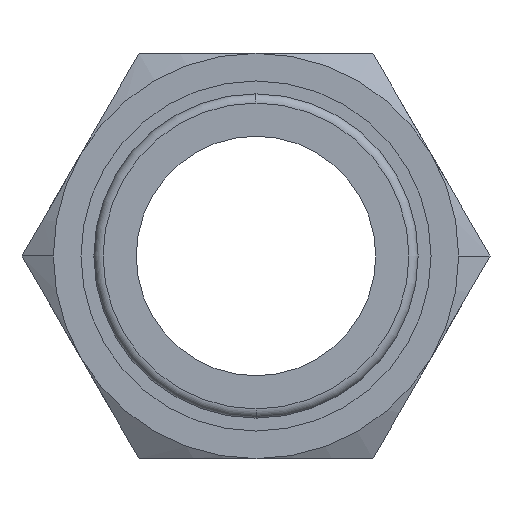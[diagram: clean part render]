
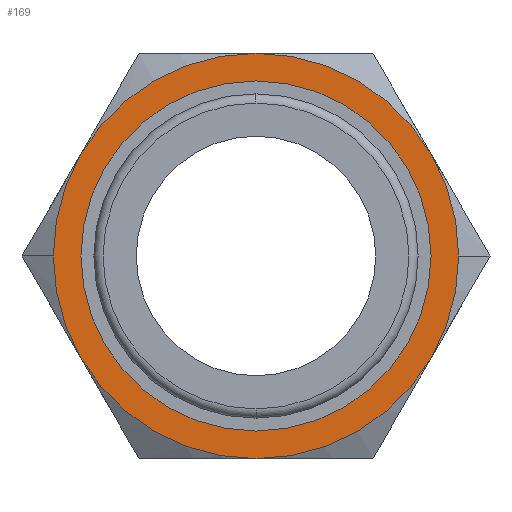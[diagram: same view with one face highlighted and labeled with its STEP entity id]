
A CAD part, front view. The second image highlights one B-rep face of the part: STEP entity #169.
In plain terms, the highlighted planar face has unit normal (0, -1, 0).
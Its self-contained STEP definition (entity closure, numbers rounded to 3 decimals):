
#169=ADVANCED_FACE('',(#336,#337),#338,.T.);
#336=FACE_OUTER_BOUND('',#495,.T.);
#337=FACE_BOUND('',#496,.T.);
#338=PLANE('',#497);
#495=EDGE_LOOP('',(#892,#893,#894,#895,#896,#897,#898,#899));
#496=EDGE_LOOP('',(#900,#901));
#497=AXIS2_PLACEMENT_3D('',#902,#903,#904);
#892=ORIENTED_EDGE('',*,*,#931,.T.);
#893=ORIENTED_EDGE('',*,*,#958,.T.);
#894=ORIENTED_EDGE('',*,*,#913,.T.);
#895=ORIENTED_EDGE('',*,*,#1045,.T.);
#896=ORIENTED_EDGE('',*,*,#1054,.T.);
#897=ORIENTED_EDGE('',*,*,#1043,.T.);
#898=ORIENTED_EDGE('',*,*,#1047,.T.);
#899=ORIENTED_EDGE('',*,*,#1040,.T.);
#900=ORIENTED_EDGE('',*,*,#1057,.F.);
#901=ORIENTED_EDGE('',*,*,#961,.F.);
#902=CARTESIAN_POINT('',(-5.5,27.0,0.0));
#903=DIRECTION('',(0.,-1.0,0.0));
#904=DIRECTION('',(-1.0,0.,0.0));
#913=EDGE_CURVE('',#1069,#1072,#1074,.T.);
#931=EDGE_CURVE('',#1102,#1100,#1103,.T.);
#958=EDGE_CURVE('',#1100,#1069,#1144,.T.);
#961=EDGE_CURVE('',#1146,#1148,#1149,.T.);
#1040=EDGE_CURVE('',#1159,#1102,#1254,.T.);
#1043=EDGE_CURVE('',#1256,#1214,#1258,.T.);
#1045=EDGE_CURVE('',#1072,#1246,#1260,.T.);
#1047=EDGE_CURVE('',#1214,#1159,#1262,.T.);
#1054=EDGE_CURVE('',#1246,#1256,#1269,.T.);
#1057=EDGE_CURVE('',#1148,#1146,#1272,.T.);
#1069=VERTEX_POINT('',#1286);
#1072=VERTEX_POINT('',#1300);
#1074=CIRCLE('',#1313,11.0);
#1100=VERTEX_POINT('',#1378);
#1102=VERTEX_POINT('',#1381);
#1103=CIRCLE('',#1382,11.0);
#1144=CIRCLE('',#1447,11.0);
#1146=VERTEX_POINT('',#1449);
#1148=VERTEX_POINT('',#1452);
#1149=CIRCLE('',#1453,9.5);
#1159=VERTEX_POINT('',#1487);
#1214=VERTEX_POINT('',#1642);
#1246=VERTEX_POINT('',#1732);
#1254=CIRCLE('',#1762,11.0);
#1256=VERTEX_POINT('',#1764);
#1258=CIRCLE('',#1767,11.0);
#1260=CIRCLE('',#1769,11.0);
#1262=CIRCLE('',#1771,11.0);
#1269=CIRCLE('',#1778,11.0);
#1272=CIRCLE('',#1781,9.5);
#1286=CARTESIAN_POINT('',(-9.526,27.0,-5.5));
#1300=CARTESIAN_POINT('',(0.,27.0,-11.0));
#1313=AXIS2_PLACEMENT_3D('',#1791,#1792,#1793);
#1378=CARTESIAN_POINT('',(-11.0,27.0,0.));
#1381=CARTESIAN_POINT('',(-9.526,27.0,5.5));
#1382=AXIS2_PLACEMENT_3D('',#1810,#1811,#1812);
#1447=AXIS2_PLACEMENT_3D('',#1863,#1864,#1865);
#1449=CARTESIAN_POINT('',(9.5,27.0,0.));
#1452=CARTESIAN_POINT('',(-9.5,27.0,0.));
#1453=AXIS2_PLACEMENT_3D('',#1867,#1868,#1869);
#1487=CARTESIAN_POINT('',(0.,27.0,11.0));
#1642=CARTESIAN_POINT('',(9.526,27.0,5.5));
#1732=CARTESIAN_POINT('',(9.526,27.0,-5.5));
#1762=AXIS2_PLACEMENT_3D('',#1944,#1945,#1946);
#1764=CARTESIAN_POINT('',(11.0,27.0,0.));
#1767=AXIS2_PLACEMENT_3D('',#1948,#1949,#1950);
#1769=AXIS2_PLACEMENT_3D('',#1951,#1952,#1953);
#1771=AXIS2_PLACEMENT_3D('',#1954,#1955,#1956);
#1778=AXIS2_PLACEMENT_3D('',#1960,#1961,#1962);
#1781=AXIS2_PLACEMENT_3D('',#1963,#1964,#1965);
#1791=CARTESIAN_POINT('',(0.,27.0,0.0));
#1792=DIRECTION('',(0.,-1.0,0.0));
#1793=DIRECTION('',(-1.0,0.,0.0));
#1810=CARTESIAN_POINT('',(0.,27.0,0.0));
#1811=DIRECTION('',(0.,-1.0,0.0));
#1812=DIRECTION('',(-1.0,0.,0.0));
#1863=CARTESIAN_POINT('',(0.,27.0,0.0));
#1864=DIRECTION('',(0.,-1.0,0.0));
#1865=DIRECTION('',(-1.0,0.,0.0));
#1867=CARTESIAN_POINT('',(0.0,27.0,0.0));
#1868=DIRECTION('',(0.,-1.0,0.0));
#1869=DIRECTION('',(1.0,0.,0.0));
#1944=CARTESIAN_POINT('',(0.,27.0,0.0));
#1945=DIRECTION('',(0.,-1.0,0.0));
#1946=DIRECTION('',(-1.0,0.,0.0));
#1948=CARTESIAN_POINT('',(0.,27.0,0.0));
#1949=DIRECTION('',(0.,-1.0,0.0));
#1950=DIRECTION('',(-1.0,0.,0.0));
#1951=CARTESIAN_POINT('',(0.,27.0,0.0));
#1952=DIRECTION('',(0.,-1.0,0.0));
#1953=DIRECTION('',(-1.0,0.,0.0));
#1954=CARTESIAN_POINT('',(0.,27.0,0.0));
#1955=DIRECTION('',(0.,-1.0,0.0));
#1956=DIRECTION('',(-1.0,0.,0.0));
#1960=CARTESIAN_POINT('',(0.,27.0,0.0));
#1961=DIRECTION('',(0.,-1.0,0.0));
#1962=DIRECTION('',(-1.0,0.,0.0));
#1963=CARTESIAN_POINT('',(0.0,27.0,0.0));
#1964=DIRECTION('',(0.,-1.0,0.0));
#1965=DIRECTION('',(1.0,0.,0.0));
